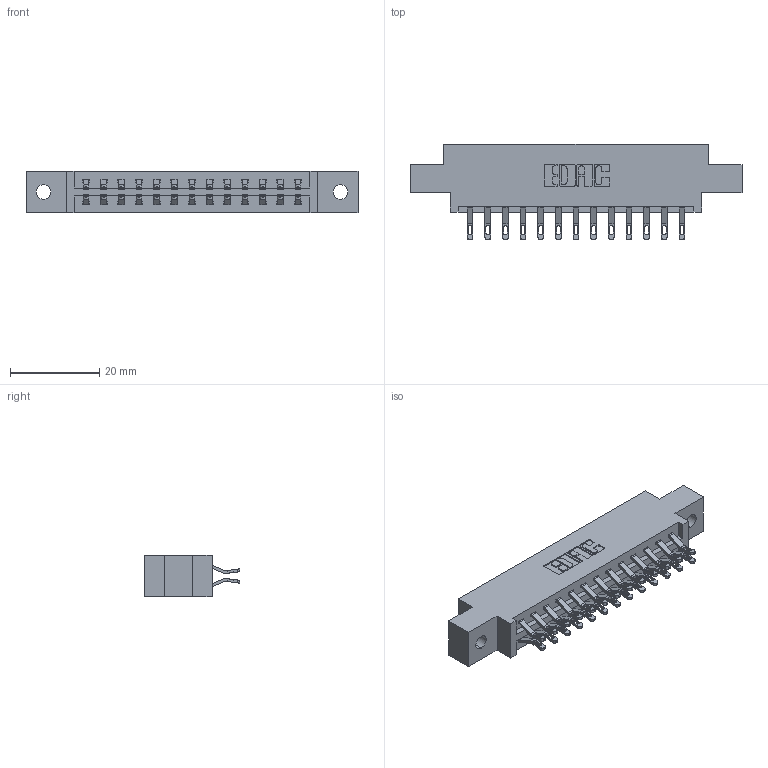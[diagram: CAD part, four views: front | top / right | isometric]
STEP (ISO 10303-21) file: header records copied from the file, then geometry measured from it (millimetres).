
FILE_DESCRIPTION (( 'STEP AP203' ), '1' );
FILE_NAME ('337-026-555-802.STEP', '2019-10-10T22:00:17', ( '' ), ( '' ), 'SwSTEP 2.0', 'SolidWorks 2016', '' );
FILE_SCHEMA (( 'CONFIG_CONTROL_DESIGN' ));
Length unit declared in the file: inch
Products named in the file (3): 337 Part_0.170 Offset - 0.128 Dia; 345-292-001_555 Tail; 337-026-555-802
Assembly tree (27 placements, depth 2):
  337-026-555-802
    337 Part_0.170 Offset - 0.128 Dia
    345-292-001_555 Tail  x26
Bounding box: 74.52 x 21.47 x 9.4 mm (x, y, z)
Volume: 7389.1 mm3; surface area: 8191 mm2
Topology: 27 solids, 27 shells, 1678 faces, 5237 edges, 3490 vertices
Faces by surface type: plane 1010, cylinder 668
Entity records: 14291 total; most frequent: CARTESIAN_POINT 2468, ORIENTED_EDGE 2374, DIRECTION 2123, EDGE_CURVE 1187, LINE 1039, VECTOR 1039, VERTEX_POINT 790, AXIS2_PLACEMENT_3D 542
